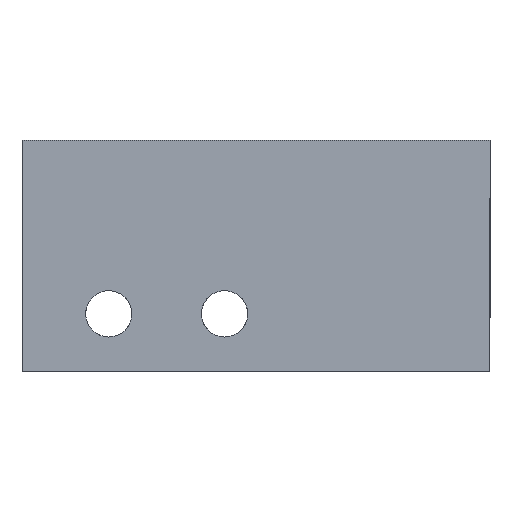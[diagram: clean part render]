
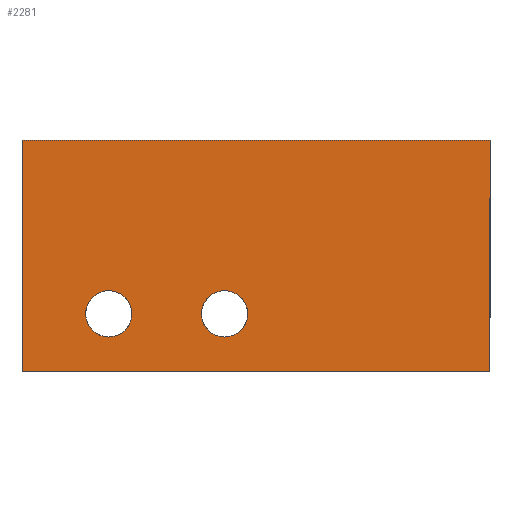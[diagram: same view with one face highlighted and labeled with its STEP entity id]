
A CAD part, front view. The second image highlights one B-rep face of the part: STEP entity #2281.
In plain terms, the highlighted planar face has unit normal (0, -1, 0).
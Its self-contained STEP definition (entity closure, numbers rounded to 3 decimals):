
#9 = DIRECTION ( 'NONE',  ( 0., 0., -1. ) ) ;
#14 = AXIS2_PLACEMENT_3D ( 'NONE', #2429, #2287, #516 ) ;
#41 = ORIENTED_EDGE ( 'NONE', *, *, #161, .F. ) ;
#161 = EDGE_CURVE ( 'NONE', #1520, #387, #1393, .T. ) ;
#169 = CARTESIAN_POINT ( 'NONE',  ( -12.3, 0., -5. ) ) ;
#209 = CARTESIAN_POINT ( 'NONE',  ( 3.873, 0., 3. ) ) ;
#234 = DIRECTION ( 'NONE',  ( -1., 0., 0. ) ) ;
#235 = DIRECTION ( 'NONE',  ( 0., -1., 0. ) ) ;
#275 = DIRECTION ( 'NONE',  ( 0., -1., 0. ) ) ;
#292 = AXIS2_PLACEMENT_3D ( 'NONE', #796, #400, #1156 ) ;
#314 = EDGE_LOOP ( 'NONE', ( #41, #407 ) ) ;
#350 = ORIENTED_EDGE ( 'NONE', *, *, #1015, .F. ) ;
#387 = VERTEX_POINT ( 'NONE', #2409 ) ;
#400 = DIRECTION ( 'NONE',  ( 0., -1., 0. ) ) ;
#407 = ORIENTED_EDGE ( 'NONE', *, *, #1074, .F. ) ;
#458 = VERTEX_POINT ( 'NONE', #169 ) ;
#472 = CARTESIAN_POINT ( 'NONE',  ( -9.3, 0., -3.8 ) ) ;
#485 = EDGE_CURVE ( 'NONE', #777, #993, #943, .T. ) ;
#487 = CARTESIAN_POINT ( 'NONE',  ( -12.3, 0., 3. ) ) ;
#489 = VECTOR ( 'NONE', #1126, 1000. ) ;
#513 = AXIS2_PLACEMENT_3D ( 'NONE', #640, #235, #9 ) ;
#516 = DIRECTION ( 'NONE',  ( -1., 0., 0. ) ) ;
#552 = FACE_OUTER_BOUND ( 'NONE', #2454, .T. ) ;
#572 = LINE ( 'NONE', #2475, #1769 ) ;
#625 = VERTEX_POINT ( 'NONE', #472 ) ;
#640 = CARTESIAN_POINT ( 'NONE',  ( -5.3, 0., -3. ) ) ;
#678 = EDGE_CURVE ( 'NONE', #1720, #625, #1666, .T. ) ;
#707 = AXIS2_PLACEMENT_3D ( 'NONE', #1810, #2161, #1242 ) ;
#710 = CARTESIAN_POINT ( 'NONE',  ( -9.3, 0., -2.2 ) ) ;
#765 = EDGE_CURVE ( 'NONE', #1546, #993, #848, .T. ) ;
#768 = FACE_BOUND ( 'NONE', #314, .T. ) ;
#777 = VERTEX_POINT ( 'NONE', #487 ) ;
#796 = CARTESIAN_POINT ( 'NONE',  ( -5.3, 0., -3. ) ) ;
#815 = AXIS2_PLACEMENT_3D ( 'NONE', #1446, #275, #1435 ) ;
#848 = LINE ( 'NONE', #2200, #1262 ) ;
#911 = LINE ( 'NONE', #1507, #489 ) ;
#925 = CIRCLE ( 'NONE', #292, 0.8 ) ;
#943 = LINE ( 'NONE', #1101, #1166 ) ;
#993 = VERTEX_POINT ( 'NONE', #209 ) ;
#1015 = EDGE_CURVE ( 'NONE', #1546, #458, #572, .T. ) ;
#1074 = EDGE_CURVE ( 'NONE', #387, #1520, #925, .T. ) ;
#1101 = CARTESIAN_POINT ( 'NONE',  ( 13.427, 0., 3. ) ) ;
#1126 = DIRECTION ( 'NONE',  ( 0., 0., -1. ) ) ;
#1156 = DIRECTION ( 'NONE',  ( 0., 0., -1. ) ) ;
#1166 = VECTOR ( 'NONE', #2293, 1000. ) ;
#1191 = ORIENTED_EDGE ( 'NONE', *, *, #1604, .F. ) ;
#1242 = DIRECTION ( 'NONE',  ( 0., 0., -1. ) ) ;
#1262 = VECTOR ( 'NONE', #2192, 1000. ) ;
#1284 = ORIENTED_EDGE ( 'NONE', *, *, #765, .T. ) ;
#1382 = ORIENTED_EDGE ( 'NONE', *, *, #1860, .T. ) ;
#1393 = CIRCLE ( 'NONE', #513, 0.8 ) ;
#1435 = DIRECTION ( 'NONE',  ( 0., 0., -1. ) ) ;
#1446 = CARTESIAN_POINT ( 'NONE',  ( -9.3, 0., -3. ) ) ;
#1507 = CARTESIAN_POINT ( 'NONE',  ( -12.3, 0., -5. ) ) ;
#1520 = VERTEX_POINT ( 'NONE', #2184 ) ;
#1546 = VERTEX_POINT ( 'NONE', #1831 ) ;
#1587 = ORIENTED_EDGE ( 'NONE', *, *, #485, .F. ) ;
#1604 = EDGE_CURVE ( 'NONE', #625, #1720, #2182, .T. ) ;
#1666 = CIRCLE ( 'NONE', #707, 0.8 ) ;
#1690 = PLANE ( 'NONE',  #14 ) ;
#1720 = VERTEX_POINT ( 'NONE', #710 ) ;
#1769 = VECTOR ( 'NONE', #234, 1000. ) ;
#1810 = CARTESIAN_POINT ( 'NONE',  ( -9.3, 0., -3. ) ) ;
#1831 = CARTESIAN_POINT ( 'NONE',  ( 3.873, 0., -5. ) ) ;
#1860 = EDGE_CURVE ( 'NONE', #777, #458, #911, .T. ) ;
#1869 = ORIENTED_EDGE ( 'NONE', *, *, #678, .F. ) ;
#2161 = DIRECTION ( 'NONE',  ( 0., -1., 0. ) ) ;
#2182 = CIRCLE ( 'NONE', #815, 0.8 ) ;
#2184 = CARTESIAN_POINT ( 'NONE',  ( -5.3, 0., -3.8 ) ) ;
#2192 = DIRECTION ( 'NONE',  ( 0., 0., 1. ) ) ;
#2200 = CARTESIAN_POINT ( 'NONE',  ( 3.873, 0., -5. ) ) ;
#2272 = FACE_BOUND ( 'NONE', #2291, .T. ) ;
#2281 = ADVANCED_FACE ( 'NONE', ( #2272, #768, #552 ), #1690, .F. ) ;
#2287 = DIRECTION ( 'NONE',  ( 0., 1., 0. ) ) ;
#2291 = EDGE_LOOP ( 'NONE', ( #1191, #1869 ) ) ;
#2293 = DIRECTION ( 'NONE',  ( 1., 0., 0. ) ) ;
#2409 = CARTESIAN_POINT ( 'NONE',  ( -5.3, 0., -2.2 ) ) ;
#2429 = CARTESIAN_POINT ( 'NONE',  ( 13.427, 0., 3. ) ) ;
#2454 = EDGE_LOOP ( 'NONE', ( #1284, #1587, #1382, #350 ) ) ;
#2475 = CARTESIAN_POINT ( 'NONE',  ( 3.873, 0., -5. ) ) ;
